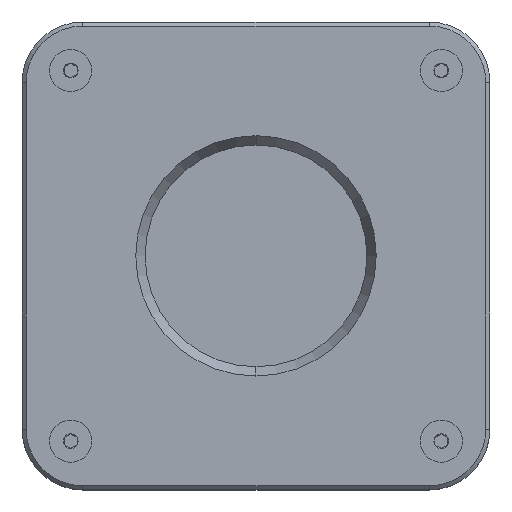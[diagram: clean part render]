
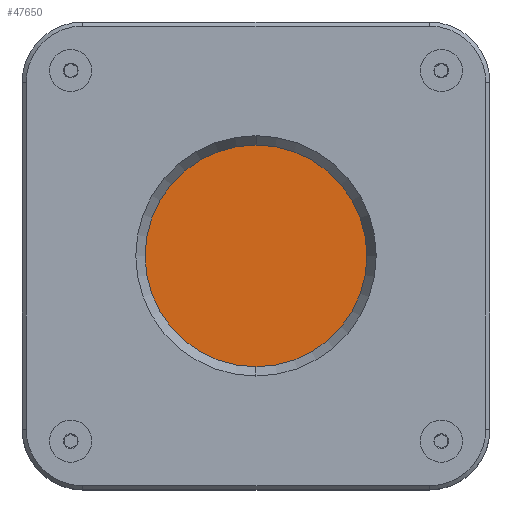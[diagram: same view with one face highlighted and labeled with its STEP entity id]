
A CAD part, top view. The second image highlights one B-rep face of the part: STEP entity #47650.
In plain terms, the highlighted planar face has unit normal (0, 0, 1).
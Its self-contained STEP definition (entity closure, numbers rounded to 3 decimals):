
#864 = ORIENTED_EDGE ( 'NONE', *, *, #45186, .F. ) ;
#3005 = EDGE_LOOP ( 'NONE', ( #63077, #864, #87609, #34575, #19652, #15991, #57175, #60982 ) ) ;
#3090 = EDGE_CURVE ( 'NONE', #68366, #50558, #16519, .T. ) ;
#3621 = PLANE ( 'NONE',  #91635 ) ;
#6110 = DIRECTION ( 'NONE',  ( 0., -1., 0. ) ) ;
#10316 = CARTESIAN_POINT ( 'NONE',  ( 41.23, 51.998, 144. ) ) ;
#11648 = CARTESIAN_POINT ( 'NONE',  ( 41.23, -44.002, 144. ) ) ;
#11855 = DIRECTION ( 'NONE',  ( 0., 1., 0. ) ) ;
#13858 = DIRECTION ( 'NONE',  ( -1., 0., 0. ) ) ;
#15991 = ORIENTED_EDGE ( 'NONE', *, *, #75579, .F. ) ;
#16519 = LINE ( 'NONE', #71615, #52016 ) ;
#17877 = CIRCLE ( 'NONE', #49142, 10. ) ;
#18384 = DIRECTION ( 'NONE',  ( -1., 0., 0. ) ) ;
#19652 = ORIENTED_EDGE ( 'NONE', *, *, #23219, .F. ) ;
#22712 = CARTESIAN_POINT ( 'NONE',  ( -44.77, 61.998, 144. ) ) ;
#23219 = EDGE_CURVE ( 'NONE', #37113, #68366, #17877, .T. ) ;
#23491 = EDGE_CURVE ( 'NONE', #89562, #87525, #34889, .T. ) ;
#23803 = LINE ( 'NONE', #11648, #61472 ) ;
#24073 = DIRECTION ( 'NONE',  ( -1., 0., 0. ) ) ;
#24384 = VERTEX_POINT ( 'NONE', #92328 ) ;
#28837 = CARTESIAN_POINT ( 'NONE',  ( 41.23, -34.002, 144. ) ) ;
#31484 = VECTOR ( 'NONE', #6110, 1000. ) ;
#32468 = DIRECTION ( 'NONE',  ( 0., 0., -1. ) ) ;
#33142 = AXIS2_PLACEMENT_3D ( 'NONE', #61230, #32468, #18384 ) ;
#34575 = ORIENTED_EDGE ( 'NONE', *, *, #3090, .F. ) ;
#34889 = LINE ( 'NONE', #86097, #31484 ) ;
#35120 = EDGE_CURVE ( 'NONE', #50558, #58734, #85074, .T. ) ;
#37113 = VERTEX_POINT ( 'NONE', #65327 ) ;
#39704 = DIRECTION ( 'NONE',  ( 0., 0., -1. ) ) ;
#40378 = AXIS2_PLACEMENT_3D ( 'NONE', #10316, #39704, #24073 ) ;
#41147 = VECTOR ( 'NONE', #44757, 1000. ) ;
#41573 = DIRECTION ( 'NONE',  ( -1., 0., 0. ) ) ;
#43090 = VERTEX_POINT ( 'NONE', #50415 ) ;
#43578 = DIRECTION ( 'NONE',  ( 0., 0., -1. ) ) ;
#44549 = CARTESIAN_POINT ( 'NONE',  ( 51.23, -34.002, 144. ) ) ;
#44634 = EDGE_CURVE ( 'NONE', #87525, #24384, #90261, .T. ) ;
#44757 = DIRECTION ( 'NONE',  ( 1., 0., 0. ) ) ;
#45186 = EDGE_CURVE ( 'NONE', #58734, #43090, #51419, .T. ) ;
#46406 = CARTESIAN_POINT ( 'NONE',  ( 41.23, 51.998, 144. ) ) ;
#47021 = DIRECTION ( 'NONE',  ( 0., 0., -1. ) ) ;
#47625 = CARTESIAN_POINT ( 'NONE',  ( -54.77, 51.998, 144. ) ) ;
#47650 = ADVANCED_FACE ( 'NONE', ( #74194 ), #3621, .F. ) ;
#49142 = AXIS2_PLACEMENT_3D ( 'NONE', #90575, #47021, #60787 ) ;
#50415 = CARTESIAN_POINT ( 'NONE',  ( 41.23, 61.998, 144. ) ) ;
#50558 = VERTEX_POINT ( 'NONE', #47625 ) ;
#51419 = LINE ( 'NONE', #22712, #41147 ) ;
#52016 = VECTOR ( 'NONE', #11855, 1000. ) ;
#53849 = CARTESIAN_POINT ( 'NONE',  ( -44.77, 61.998, 144. ) ) ;
#56289 = DIRECTION ( 'NONE',  ( 0., 0., -1. ) ) ;
#57175 = ORIENTED_EDGE ( 'NONE', *, *, #44634, .F. ) ;
#57913 = AXIS2_PLACEMENT_3D ( 'NONE', #28837, #43578, #13858 ) ;
#58734 = VERTEX_POINT ( 'NONE', #53849 ) ;
#60787 = DIRECTION ( 'NONE',  ( -1., 0., 0. ) ) ;
#60813 = CARTESIAN_POINT ( 'NONE',  ( -54.77, -34.002, 144. ) ) ;
#60982 = ORIENTED_EDGE ( 'NONE', *, *, #23491, .F. ) ;
#61230 = CARTESIAN_POINT ( 'NONE',  ( -44.77, 51.998, 144. ) ) ;
#61472 = VECTOR ( 'NONE', #83692, 1000. ) ;
#63077 = ORIENTED_EDGE ( 'NONE', *, *, #68362, .F. ) ;
#65327 = CARTESIAN_POINT ( 'NONE',  ( -44.77, -44.002, 144. ) ) ;
#65717 = CIRCLE ( 'NONE', #40378, 10. ) ;
#67551 = CARTESIAN_POINT ( 'NONE',  ( 51.23, 51.998, 144. ) ) ;
#68362 = EDGE_CURVE ( 'NONE', #43090, #89562, #65717, .T. ) ;
#68366 = VERTEX_POINT ( 'NONE', #60813 ) ;
#71615 = CARTESIAN_POINT ( 'NONE',  ( -54.77, -34.002, 144. ) ) ;
#74194 = FACE_OUTER_BOUND ( 'NONE', #3005, .T. ) ;
#75579 = EDGE_CURVE ( 'NONE', #24384, #37113, #23803, .T. ) ;
#83692 = DIRECTION ( 'NONE',  ( -1., 0., 0. ) ) ;
#85074 = CIRCLE ( 'NONE', #33142, 10. ) ;
#86097 = CARTESIAN_POINT ( 'NONE',  ( 51.23, 51.998, 144. ) ) ;
#87525 = VERTEX_POINT ( 'NONE', #44549 ) ;
#87609 = ORIENTED_EDGE ( 'NONE', *, *, #35120, .F. ) ;
#89562 = VERTEX_POINT ( 'NONE', #67551 ) ;
#90261 = CIRCLE ( 'NONE', #57913, 10. ) ;
#90575 = CARTESIAN_POINT ( 'NONE',  ( -44.77, -34.002, 144. ) ) ;
#91635 = AXIS2_PLACEMENT_3D ( 'NONE', #46406, #56289, #41573 ) ;
#92328 = CARTESIAN_POINT ( 'NONE',  ( 41.23, -44.002, 144. ) ) ;
